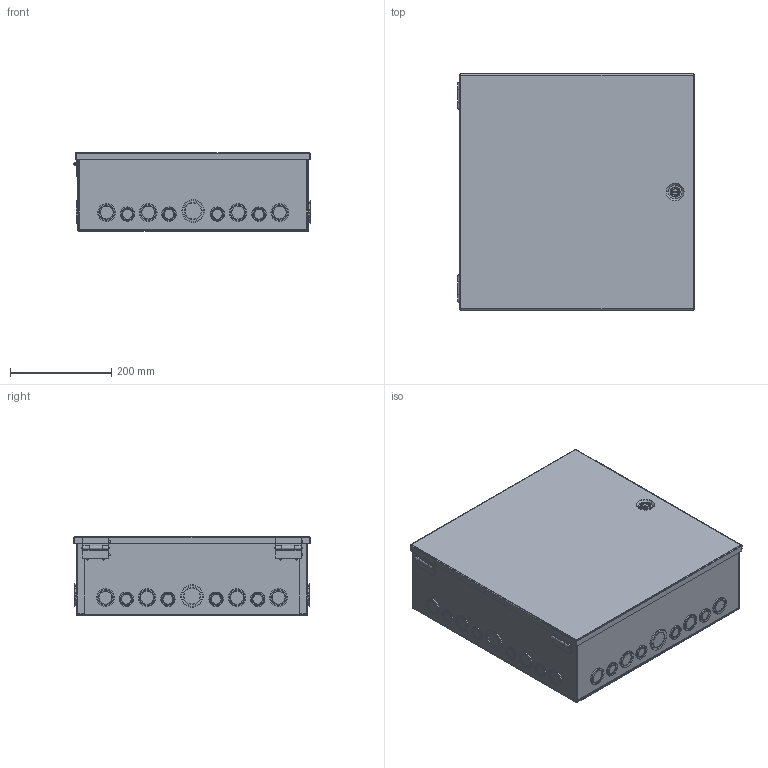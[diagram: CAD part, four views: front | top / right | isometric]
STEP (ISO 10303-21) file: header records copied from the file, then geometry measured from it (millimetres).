
FILE_DESCRIPTION (( 'STEP AP203' ), '1' );
FILE_NAME ('CHKO18186_Default.step', '2019-11-13T14:32:36', ( '' ), ( '' ), 'SwSTEP 2.0', 'SolidWorks 2019', '' );
FILE_SCHEMA (( 'CONFIG_CONTROL_DESIGN' ));
Length unit declared in the file: inch
Products named in the file (1): CHKO18186_Default
Bounding box: 468.45 x 466.85 x 155.4 mm (x, y, z)
Volume: 1140844.4 mm3; surface area: 1582467.9 mm2
Topology: 12 solids, 12 shells, 919 faces, 2109 edges, 1374 vertices
Faces by surface type: cylinder 460, plane 416, bspline 24, cone 15, torus 4
Entity records: 27427 total; most frequent: CARTESIAN_POINT 5833, DIRECTION 4780, ORIENTED_EDGE 4202, EDGE_CURVE 2101, AXIS2_PLACEMENT_3D 1867, VERTEX_POINT 1374, EDGE_LOOP 1107, VECTOR 1046
